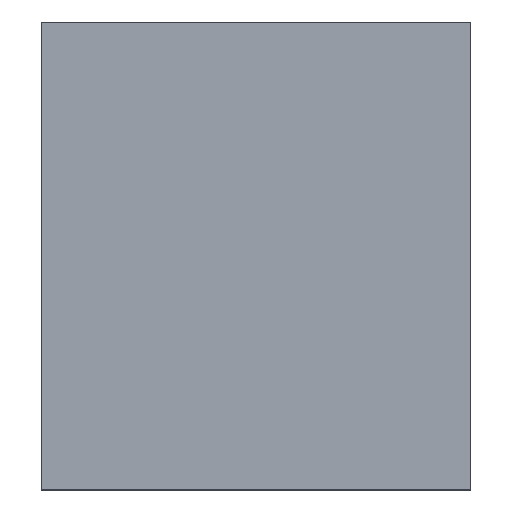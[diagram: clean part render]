
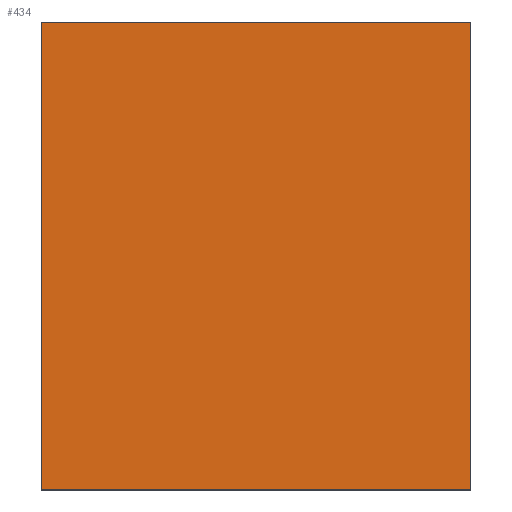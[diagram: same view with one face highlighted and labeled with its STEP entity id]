
A CAD part, top view. The second image highlights one B-rep face of the part: STEP entity #434.
In plain terms, the highlighted planar face has unit normal (0, 0, 1).
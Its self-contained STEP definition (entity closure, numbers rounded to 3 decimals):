
#22 = VERTEX_POINT('',#23);
#23 = CARTESIAN_POINT('',(-4.204,0.129,6.857));
#31 = EDGE_CURVE('',#32,#22,#34,.T.);
#32 = VERTEX_POINT('',#33);
#33 = CARTESIAN_POINT('',(4.204,0.129,6.857));
#34 = LINE('',#35,#36);
#35 = CARTESIAN_POINT('',(4.204,0.129,6.857));
#36 = VECTOR('',#37,1.);
#37 = DIRECTION('',(-1.,0.,0.));
#301 = VERTEX_POINT('',#302);
#302 = CARTESIAN_POINT('',(-4.204,9.273,6.857));
#308 = EDGE_CURVE('',#22,#301,#309,.T.);
#309 = LINE('',#310,#311);
#310 = CARTESIAN_POINT('',(-4.204,0.129,6.857));
#311 = VECTOR('',#312,1.);
#312 = DIRECTION('',(0.,1.,0.));
#415 = EDGE_CURVE('',#32,#416,#418,.T.);
#416 = VERTEX_POINT('',#417);
#417 = CARTESIAN_POINT('',(4.204,9.273,6.857));
#418 = LINE('',#419,#420);
#419 = CARTESIAN_POINT('',(4.204,0.129,6.857));
#420 = VECTOR('',#421,1.);
#421 = DIRECTION('',(0.,1.,0.));
#434 = ADVANCED_FACE('',(#435),#446,.T.);
#435 = FACE_BOUND('',#436,.F.);
#436 = EDGE_LOOP('',(#437,#438,#439,#445));
#437 = ORIENTED_EDGE('',*,*,#31,.T.);
#438 = ORIENTED_EDGE('',*,*,#308,.T.);
#439 = ORIENTED_EDGE('',*,*,#440,.F.);
#440 = EDGE_CURVE('',#416,#301,#441,.T.);
#441 = LINE('',#442,#443);
#442 = CARTESIAN_POINT('',(4.204,9.273,6.857));
#443 = VECTOR('',#444,1.);
#444 = DIRECTION('',(-1.,0.,0.));
#445 = ORIENTED_EDGE('',*,*,#415,.F.);
#446 = PLANE('',#447);
#447 = AXIS2_PLACEMENT_3D('',#448,#449,#450);
#448 = CARTESIAN_POINT('',(4.204,0.129,6.857));
#449 = DIRECTION('',(0.,0.,1.));
#450 = DIRECTION('',(-1.,0.,0.));
